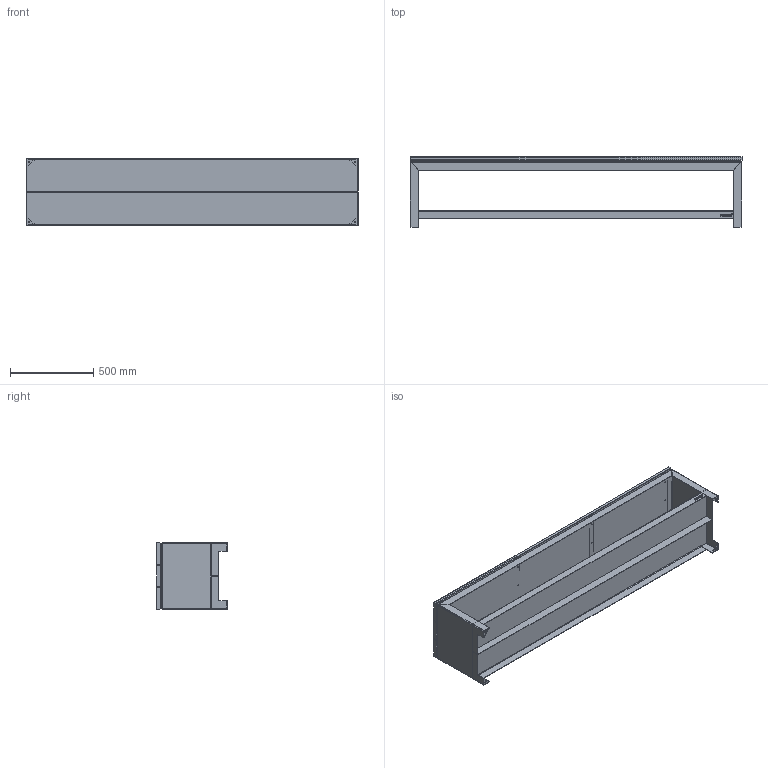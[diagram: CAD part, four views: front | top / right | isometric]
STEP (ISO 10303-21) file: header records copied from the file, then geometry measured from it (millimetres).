
FILE_DESCRIPTION (( 'STEP AP203' ), '1' );
FILE_NAME ('BHS2H_BHG2H.STEP', '2022-03-23T11:22:35', ( '' ), ( '' ), 'SwSTEP 2.0', 'SolidWorks 2021', '' );
FILE_SCHEMA (( 'CONFIG_CONTROL_DESIGN' ));
Length unit declared in the file: millimetre
Products named in the file (11): BHS2H & BHG2H; BHS2H & BHG2H-base.; wooden beam; strip bottomplate BHS2H-BHG2H; BHS2H_BHG2H; side BHS2H-BHG2H; BHS2H & BHG2H-Wood; bottomplate BHS2H-BHG2H; topplate BHS2H-BHG2H; reinforcement leg BHS2H-BHG2H; wooden couple beam
Assembly tree (19 placements, depth 4):
  BHS2H_BHG2H
    BHS2H & BHG2H
      BHS2H & BHG2H-base.
        side BHS2H-BHG2H  x2
        bottomplate BHS2H-BHG2H
        strip bottomplate BHS2H-BHG2H
        topplate BHS2H-BHG2H
        reinforcement leg BHS2H-BHG2H  x4
      BHS2H & BHG2H-Wood
        wooden beam  x3
        wooden couple beam  x4
Bounding box: 2000 x 424 x 400 mm (x, y, z)
Volume: 23309980.6 mm3; surface area: 6761814 mm2
Topology: 16 solids, 16 shells, 359 faces, 917 edges, 590 vertices
Faces by surface type: plane 208, cylinder 90, bspline 61
Entity records: 11116 total; most frequent: CARTESIAN_POINT 3894, ORIENTED_EDGE 1290, DIRECTION 1033, EDGE_CURVE 645, VERTEX_POINT 414, LINE 411, VECTOR 411, AXIS2_PLACEMENT_3D 311
